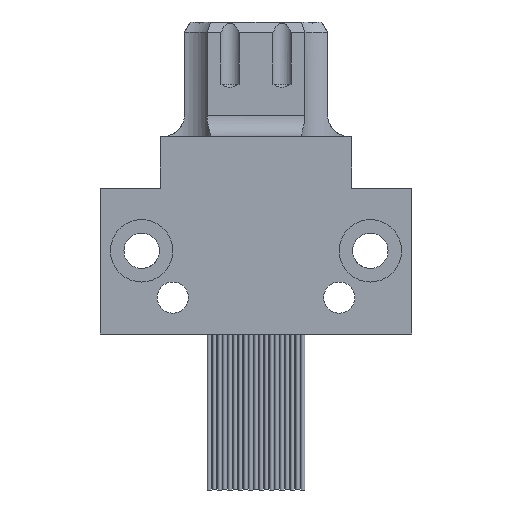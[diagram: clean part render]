
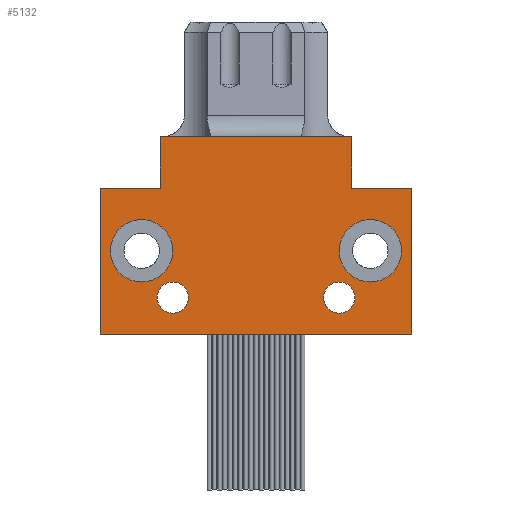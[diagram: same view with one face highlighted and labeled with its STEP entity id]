
A CAD part, front view. The second image highlights one B-rep face of the part: STEP entity #5132.
In plain terms, the highlighted planar face has unit normal (0, -1, 0).
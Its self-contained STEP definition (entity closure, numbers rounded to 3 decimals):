
#34 = CIRCLE ( 'NONE', #4282, 1.5 ) ;
#182 = DIRECTION ( 'NONE',  ( 0., -1., 0. ) ) ;
#355 = ORIENTED_EDGE ( 'NONE', *, *, #6054, .F. ) ;
#382 = EDGE_CURVE ( 'NONE', #7962, #6978, #7546, .T. ) ;
#499 = ORIENTED_EDGE ( 'NONE', *, *, #7704, .F. ) ;
#564 = CARTESIAN_POINT ( 'NONE',  ( -9.2, -2.5, 15. ) ) ;
#586 = AXIS2_PLACEMENT_3D ( 'NONE', #753, #808, #2867 ) ;
#753 = CARTESIAN_POINT ( 'NONE',  ( 8., -2.5, -11.5 ) ) ;
#802 = CIRCLE ( 'NONE', #5211, 3. ) ;
#808 = DIRECTION ( 'NONE',  ( 0., -1., 0. ) ) ;
#811 = DIRECTION ( 'NONE',  ( 0., -1., 0. ) ) ;
#821 = FACE_BOUND ( 'NONE', #6420, .T. ) ;
#854 = VERTEX_POINT ( 'NONE', #7459 ) ;
#876 = DIRECTION ( 'NONE',  ( 0., 0., 1. ) ) ;
#976 = EDGE_LOOP ( 'NONE', ( #6465, #4460 ) ) ;
#1043 = CARTESIAN_POINT ( 'NONE',  ( -15., -2.5, 15. ) ) ;
#1089 = LINE ( 'NONE', #4950, #3537 ) ;
#1091 = FACE_BOUND ( 'NONE', #1820, .T. ) ;
#1101 = VERTEX_POINT ( 'NONE', #7771 ) ;
#1147 = ORIENTED_EDGE ( 'NONE', *, *, #6784, .F. ) ;
#1206 = CARTESIAN_POINT ( 'NONE',  ( 15., -2.5, -15. ) ) ;
#1328 = ORIENTED_EDGE ( 'NONE', *, *, #5898, .F. ) ;
#1391 = ORIENTED_EDGE ( 'NONE', *, *, #7717, .F. ) ;
#1463 = AXIS2_PLACEMENT_3D ( 'NONE', #3398, #2668, #7676 ) ;
#1490 = CARTESIAN_POINT ( 'NONE',  ( 11., -2.5, -7. ) ) ;
#1552 = DIRECTION ( 'NONE',  ( 0., -1., 0. ) ) ;
#1555 = ORIENTED_EDGE ( 'NONE', *, *, #3936, .F. ) ;
#1654 = CARTESIAN_POINT ( 'NONE',  ( -9.2, -2.5, 4. ) ) ;
#1724 = EDGE_CURVE ( 'NONE', #2588, #7012, #802, .T. ) ;
#1758 = VECTOR ( 'NONE', #4957, 1000. ) ;
#1820 = EDGE_LOOP ( 'NONE', ( #1391, #3749 ) ) ;
#1884 = AXIS2_PLACEMENT_3D ( 'NONE', #6518, #182, #5869 ) ;
#1922 = EDGE_LOOP ( 'NONE', ( #3287, #6356, #5587, #1147, #5815, #1328, #3168, #355 ) ) ;
#1929 = EDGE_CURVE ( 'NONE', #7483, #6017, #5202, .T. ) ;
#1944 = AXIS2_PLACEMENT_3D ( 'NONE', #7049, #811, #4560 ) ;
#2033 = CARTESIAN_POINT ( 'NONE',  ( -8., -2.5, -11.5 ) ) ;
#2237 = DIRECTION ( 'NONE',  ( 0., 1., 0. ) ) ;
#2306 = VERTEX_POINT ( 'NONE', #5520 ) ;
#2328 = DIRECTION ( 'NONE',  ( 1., 0., 0. ) ) ;
#2415 = DIRECTION ( 'NONE',  ( 1., 0., 0. ) ) ;
#2582 = EDGE_CURVE ( 'NONE', #2695, #6640, #3920, .T. ) ;
#2588 = VERTEX_POINT ( 'NONE', #5180 ) ;
#2668 = DIRECTION ( 'NONE',  ( 0., -1., 0. ) ) ;
#2695 = VERTEX_POINT ( 'NONE', #4092 ) ;
#2708 = EDGE_CURVE ( 'NONE', #7012, #2588, #5582, .T. ) ;
#2867 = DIRECTION ( 'NONE',  ( 0., 0., 1. ) ) ;
#2973 = CARTESIAN_POINT ( 'NONE',  ( 15., -2.5, -1. ) ) ;
#3017 = DIRECTION ( 'NONE',  ( 0., 0., -1. ) ) ;
#3155 = FACE_BOUND ( 'NONE', #976, .T. ) ;
#3168 = ORIENTED_EDGE ( 'NONE', *, *, #382, .F. ) ;
#3287 = ORIENTED_EDGE ( 'NONE', *, *, #3318, .F. ) ;
#3318 = EDGE_CURVE ( 'NONE', #7399, #6666, #4577, .T. ) ;
#3328 = CARTESIAN_POINT ( 'NONE',  ( -15., -2.5, 15. ) ) ;
#3398 = CARTESIAN_POINT ( 'NONE',  ( -8., -2.5, -11.5 ) ) ;
#3480 = DIRECTION ( 'NONE',  ( 0., 0., -1. ) ) ;
#3532 = CARTESIAN_POINT ( 'NONE',  ( 8., -2.5, -13. ) ) ;
#3537 = VECTOR ( 'NONE', #2328, 1000. ) ;
#3552 = CARTESIAN_POINT ( 'NONE',  ( 9.2, -2.5, -1. ) ) ;
#3553 = CARTESIAN_POINT ( 'NONE',  ( -15., -2.5, -15. ) ) ;
#3565 = DIRECTION ( 'NONE',  ( 0., 0., 1. ) ) ;
#3572 = LINE ( 'NONE', #5631, #4850 ) ;
#3682 = LINE ( 'NONE', #5348, #5950 ) ;
#3703 = VERTEX_POINT ( 'NONE', #3553 ) ;
#3733 = CARTESIAN_POINT ( 'NONE',  ( 8., -2.5, -10. ) ) ;
#3749 = ORIENTED_EDGE ( 'NONE', *, *, #2582, .F. ) ;
#3750 = CARTESIAN_POINT ( 'NONE',  ( 9.2, -2.5, 4. ) ) ;
#3860 = VECTOR ( 'NONE', #876, 1000. ) ;
#3920 = CIRCLE ( 'NONE', #1944, 3. ) ;
#3936 = EDGE_CURVE ( 'NONE', #4710, #854, #7492, .T. ) ;
#4016 = ORIENTED_EDGE ( 'NONE', *, *, #1929, .F. ) ;
#4092 = CARTESIAN_POINT ( 'NONE',  ( -11., -2.5, -4. ) ) ;
#4120 = CIRCLE ( 'NONE', #1884, 3. ) ;
#4202 = CARTESIAN_POINT ( 'NONE',  ( -8., -2.5, -10. ) ) ;
#4243 = FACE_BOUND ( 'NONE', #7057, .T. ) ;
#4282 = AXIS2_PLACEMENT_3D ( 'NONE', #7135, #4620, #5885 ) ;
#4338 = DIRECTION ( 'NONE',  ( 0., -1., 0. ) ) ;
#4369 = DIRECTION ( 'NONE',  ( 0., 0., -1. ) ) ;
#4392 = EDGE_CURVE ( 'NONE', #6017, #7483, #34, .T. ) ;
#4460 = ORIENTED_EDGE ( 'NONE', *, *, #1724, .F. ) ;
#4560 = DIRECTION ( 'NONE',  ( 0., 0., -1. ) ) ;
#4577 = LINE ( 'NONE', #6076, #4774 ) ;
#4620 = DIRECTION ( 'NONE',  ( 0., -1., 0. ) ) ;
#4705 = VECTOR ( 'NONE', #4794, 1000. ) ;
#4710 = VERTEX_POINT ( 'NONE', #4202 ) ;
#4748 = VERTEX_POINT ( 'NONE', #1206 ) ;
#4774 = VECTOR ( 'NONE', #2415, 1000. ) ;
#4794 = DIRECTION ( 'NONE',  ( -1., 0., 0. ) ) ;
#4824 = FACE_OUTER_BOUND ( 'NONE', #1922, .T. ) ;
#4850 = VECTOR ( 'NONE', #4369, 1000. ) ;
#4878 = CARTESIAN_POINT ( 'NONE',  ( -15., -2.5, -15. ) ) ;
#4950 = CARTESIAN_POINT ( 'NONE',  ( -15., -2.5, -1. ) ) ;
#4957 = DIRECTION ( 'NONE',  ( 0., 0., 1. ) ) ;
#5010 = AXIS2_PLACEMENT_3D ( 'NONE', #1490, #1552, #5964 ) ;
#5132 = ADVANCED_FACE ( 'NONE', ( #821, #4824, #3155, #1091, #4243 ), #7305, .F. ) ;
#5180 = CARTESIAN_POINT ( 'NONE',  ( 11., -2.5, -4. ) ) ;
#5202 = CIRCLE ( 'NONE', #586, 1.5 ) ;
#5211 = AXIS2_PLACEMENT_3D ( 'NONE', #6772, #4338, #3017 ) ;
#5348 = CARTESIAN_POINT ( 'NONE',  ( 15., -2.5, 15. ) ) ;
#5520 = CARTESIAN_POINT ( 'NONE',  ( -9.2, -2.5, -1. ) ) ;
#5582 = CIRCLE ( 'NONE', #5010, 3. ) ;
#5587 = ORIENTED_EDGE ( 'NONE', *, *, #6999, .F. ) ;
#5599 = LINE ( 'NONE', #4878, #4705 ) ;
#5631 = CARTESIAN_POINT ( 'NONE',  ( 9.2, -2.5, 15. ) ) ;
#5715 = CARTESIAN_POINT ( 'NONE',  ( -15., -2.5, -1. ) ) ;
#5815 = ORIENTED_EDGE ( 'NONE', *, *, #7903, .F. ) ;
#5869 = DIRECTION ( 'NONE',  ( 0., 0., -1. ) ) ;
#5885 = DIRECTION ( 'NONE',  ( 0., 0., 1. ) ) ;
#5898 = EDGE_CURVE ( 'NONE', #6978, #4748, #3682, .T. ) ;
#5950 = VECTOR ( 'NONE', #3480, 1000. ) ;
#5964 = DIRECTION ( 'NONE',  ( 0., 0., -1. ) ) ;
#5969 = AXIS2_PLACEMENT_3D ( 'NONE', #2033, #7600, #7010 ) ;
#6011 = LINE ( 'NONE', #564, #1758 ) ;
#6017 = VERTEX_POINT ( 'NONE', #3532 ) ;
#6054 = EDGE_CURVE ( 'NONE', #6666, #7962, #3572, .T. ) ;
#6076 = CARTESIAN_POINT ( 'NONE',  ( -15., -2.5, 4. ) ) ;
#6182 = CARTESIAN_POINT ( 'NONE',  ( 11., -2.5, -10. ) ) ;
#6310 = LINE ( 'NONE', #3328, #3860 ) ;
#6356 = ORIENTED_EDGE ( 'NONE', *, *, #6697, .F. ) ;
#6420 = EDGE_LOOP ( 'NONE', ( #1555, #499 ) ) ;
#6465 = ORIENTED_EDGE ( 'NONE', *, *, #2708, .F. ) ;
#6518 = CARTESIAN_POINT ( 'NONE',  ( -11., -2.5, -7. ) ) ;
#6630 = ORIENTED_EDGE ( 'NONE', *, *, #4392, .F. ) ;
#6640 = VERTEX_POINT ( 'NONE', #7567 ) ;
#6648 = AXIS2_PLACEMENT_3D ( 'NONE', #1043, #2237, #3565 ) ;
#6666 = VERTEX_POINT ( 'NONE', #3750 ) ;
#6697 = EDGE_CURVE ( 'NONE', #2306, #7399, #6011, .T. ) ;
#6772 = CARTESIAN_POINT ( 'NONE',  ( 11., -2.5, -7. ) ) ;
#6784 = EDGE_CURVE ( 'NONE', #3703, #1101, #6310, .T. ) ;
#6884 = VECTOR ( 'NONE', #6956, 1000. ) ;
#6956 = DIRECTION ( 'NONE',  ( 1., 0., 0. ) ) ;
#6978 = VERTEX_POINT ( 'NONE', #2973 ) ;
#6999 = EDGE_CURVE ( 'NONE', #1101, #2306, #1089, .T. ) ;
#7010 = DIRECTION ( 'NONE',  ( 0., 0., 1. ) ) ;
#7012 = VERTEX_POINT ( 'NONE', #6182 ) ;
#7049 = CARTESIAN_POINT ( 'NONE',  ( -11., -2.5, -7. ) ) ;
#7057 = EDGE_LOOP ( 'NONE', ( #4016, #6630 ) ) ;
#7135 = CARTESIAN_POINT ( 'NONE',  ( 8., -2.5, -11.5 ) ) ;
#7305 = PLANE ( 'NONE',  #6648 ) ;
#7399 = VERTEX_POINT ( 'NONE', #1654 ) ;
#7459 = CARTESIAN_POINT ( 'NONE',  ( -8., -2.5, -13. ) ) ;
#7483 = VERTEX_POINT ( 'NONE', #3733 ) ;
#7492 = CIRCLE ( 'NONE', #5969, 1.5 ) ;
#7541 = CIRCLE ( 'NONE', #1463, 1.5 ) ;
#7546 = LINE ( 'NONE', #5715, #6884 ) ;
#7567 = CARTESIAN_POINT ( 'NONE',  ( -11., -2.5, -10. ) ) ;
#7600 = DIRECTION ( 'NONE',  ( 0., -1., 0. ) ) ;
#7676 = DIRECTION ( 'NONE',  ( 0., 0., 1. ) ) ;
#7704 = EDGE_CURVE ( 'NONE', #854, #4710, #7541, .T. ) ;
#7717 = EDGE_CURVE ( 'NONE', #6640, #2695, #4120, .T. ) ;
#7771 = CARTESIAN_POINT ( 'NONE',  ( -15., -2.5, -1. ) ) ;
#7903 = EDGE_CURVE ( 'NONE', #4748, #3703, #5599, .T. ) ;
#7962 = VERTEX_POINT ( 'NONE', #3552 ) ;
